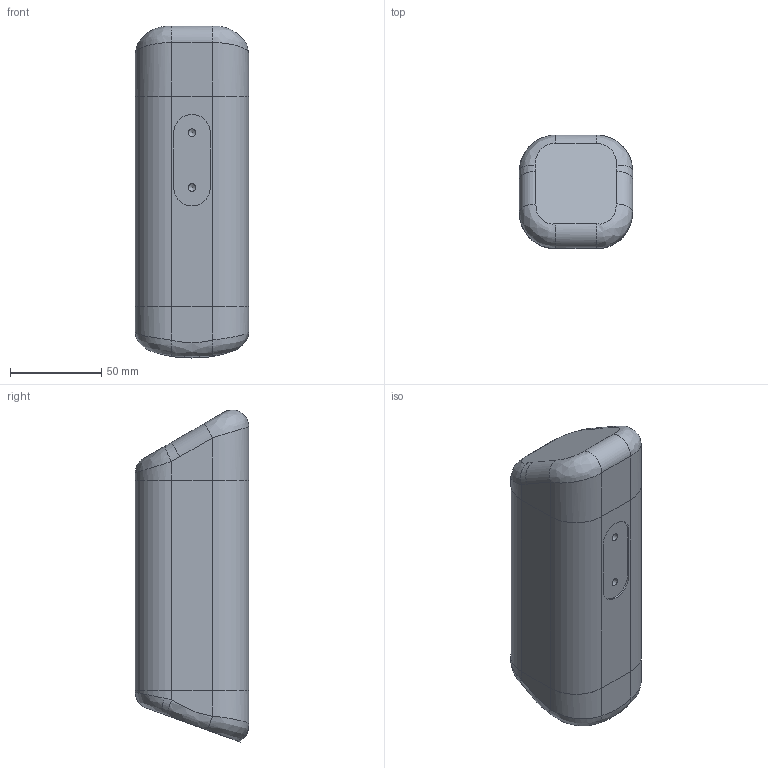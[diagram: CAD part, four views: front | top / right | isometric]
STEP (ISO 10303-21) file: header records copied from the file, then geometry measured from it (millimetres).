
FILE_DESCRIPTION(('FreeCAD Model'),'2;1');
FILE_NAME('Open CASCADE Shape Model','2025-01-24T10:50:12',(''),(''), 'Open CASCADE STEP processor 7.6','FreeCAD','Unknown');
FILE_SCHEMA(('AUTOMOTIVE_DESIGN { 1 0 10303 214 1 1 1 1 }'));
Length unit declared in the file: millimetre
Products named in the file (8): v3; square_cam; square_base; square front; square glass; square_back; metal_shield; M2x8-Screw
Assembly tree (7 placements, depth 2):
  v3
    square_cam
    square_base
    square front
    square glass
    square_back
    metal_shield
    M2x8-Screw
Bounding box: 62 x 62 x 181.66 mm (x, y, z)
Volume: 354338.3 mm3; surface area: 104670.1 mm2
Topology: 7 solids, 7 shells, 231 faces, 570 edges, 365 vertices
Faces by surface type: plane 120, cylinder 82, bspline 17, cone 10, revolution 2
Full cylindrical faces by diameter (mm): 1.6 x4, 2 x5, 3.8 x1, 4.2 x2, 35 x1, 45 x2, 50 x1, 55 x2
Entity records: 8401 total; most frequent: CARTESIAN_POINT 2859, ORIENTED_EDGE 1128, DIRECTION 1078, EDGE_CURVE 564, AXIS2_PLACEMENT_3D 365, VERTEX_POINT 365, LINE 346, VECTOR 346
